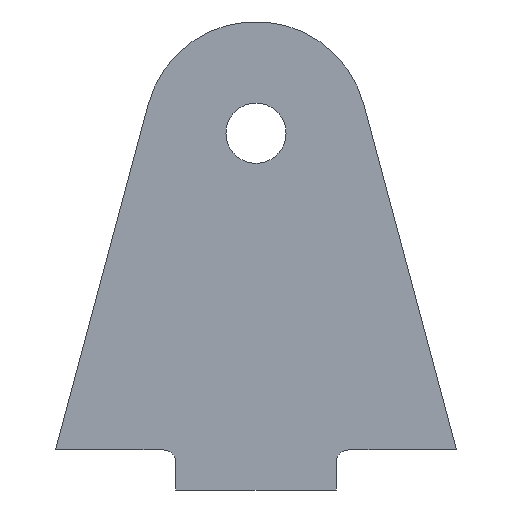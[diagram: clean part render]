
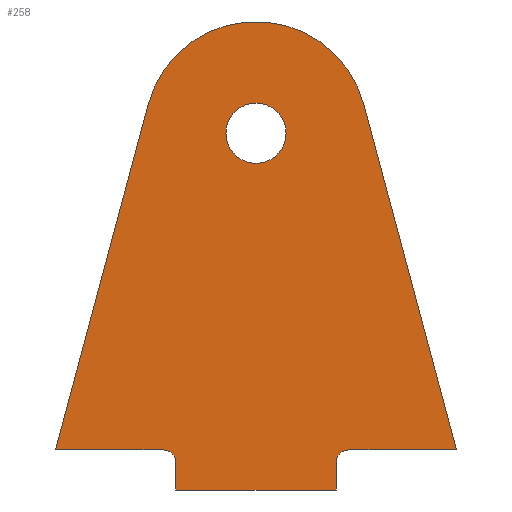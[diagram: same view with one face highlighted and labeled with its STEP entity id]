
A CAD part, left-side view. The second image highlights one B-rep face of the part: STEP entity #258.
In plain terms, the highlighted planar face has unit normal (-1, 0, 0).
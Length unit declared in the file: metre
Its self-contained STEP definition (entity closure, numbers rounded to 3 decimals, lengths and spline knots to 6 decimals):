
#12=CIRCLE('',#283,0.02785);
#18=CIRCLE('',#293,0.003175);
#19=CIRCLE('',#294,0.003175);
#20=CIRCLE('',#295,0.0075);
#60=ORIENTED_EDGE('',*,*,#103,.F.);
#61=ORIENTED_EDGE('',*,*,#101,.F.);
#62=ORIENTED_EDGE('',*,*,#118,.T.);
#63=ORIENTED_EDGE('',*,*,#119,.F.);
#64=ORIENTED_EDGE('',*,*,#120,.F.);
#65=ORIENTED_EDGE('',*,*,#121,.T.);
#66=ORIENTED_EDGE('',*,*,#122,.T.);
#67=ORIENTED_EDGE('',*,*,#95,.F.);
#68=ORIENTED_EDGE('',*,*,#109,.F.);
#69=ORIENTED_EDGE('',*,*,#106,.F.);
#70=ORIENTED_EDGE('',*,*,#123,.T.);
#95=EDGE_CURVE('',#129,#130,#153,.T.);
#101=EDGE_CURVE('',#135,#136,#159,.T.);
#103=EDGE_CURVE('',#136,#137,#161,.T.);
#106=EDGE_CURVE('',#137,#139,#12,.T.);
#109=EDGE_CURVE('',#139,#129,#165,.T.);
#118=EDGE_CURVE('',#135,#147,#18,.T.);
#119=EDGE_CURVE('',#148,#147,#170,.T.);
#120=EDGE_CURVE('',#149,#148,#171,.T.);
#121=EDGE_CURVE('',#149,#150,#172,.T.);
#122=EDGE_CURVE('',#150,#130,#19,.T.);
#123=EDGE_CURVE('',#151,#151,#20,.T.);
#129=VERTEX_POINT('',#383);
#130=VERTEX_POINT('',#384);
#135=VERTEX_POINT('',#395);
#136=VERTEX_POINT('',#397);
#137=VERTEX_POINT('',#401);
#139=VERTEX_POINT('',#407);
#147=VERTEX_POINT('',#431);
#148=VERTEX_POINT('',#433);
#149=VERTEX_POINT('',#435);
#150=VERTEX_POINT('',#437);
#151=VERTEX_POINT('',#440);
#153=LINE('',#382,#177);
#159=LINE('',#396,#183);
#161=LINE('',#400,#185);
#165=LINE('',#412,#189);
#170=LINE('',#432,#194);
#171=LINE('',#434,#195);
#172=LINE('',#436,#196);
#177=VECTOR('',#308,1.);
#183=VECTOR('',#316,1.);
#185=VECTOR('',#320,1.);
#189=VECTOR('',#332,1.);
#194=VECTOR('',#353,1.);
#195=VECTOR('',#354,1.);
#196=VECTOR('',#355,1.);
#210=EDGE_LOOP('',(#60,#61,#62,#63,#64,#65,#66,#67,#68,#69));
#211=EDGE_LOOP('',(#70));
#230=FACE_BOUND('',#210,.T.);
#231=FACE_BOUND('',#211,.T.);
#246=PLANE('',#292);
#258=ADVANCED_FACE('',(#230,#231),#246,.F.);
#283=AXIS2_PLACEMENT_3D('',#406,#325,#326);
#292=AXIS2_PLACEMENT_3D('',#429,#349,#350);
#293=AXIS2_PLACEMENT_3D('',#430,#351,#352);
#294=AXIS2_PLACEMENT_3D('',#438,#356,#357);
#295=AXIS2_PLACEMENT_3D('',#439,#358,#359);
#308=DIRECTION('',(0.,1.,0.));
#316=DIRECTION('',(0.,1.,0.));
#320=DIRECTION('',(0.,-0.259,0.966));
#325=DIRECTION('',(1.,0.,0.));
#326=DIRECTION('',(0.,0.,-1.));
#332=DIRECTION('',(0.,-0.259,-0.966));
#349=DIRECTION('',(1.,0.,0.));
#350=DIRECTION('',(0.,1.,0.));
#351=DIRECTION('',(1.,0.,0.));
#352=DIRECTION('',(0.,0.,-1.));
#353=DIRECTION('',(0.,0.,1.));
#354=DIRECTION('',(0.,1.,0.));
#355=DIRECTION('',(0.,0.,1.));
#356=DIRECTION('',(1.,0.,0.));
#357=DIRECTION('',(0.,0.,-1.));
#358=DIRECTION('',(1.,0.,0.));
#359=DIRECTION('',(0.,0.,-1.));
#382=CARTESIAN_POINT('',(0.,0.002179,0.002702));
#383=CARTESIAN_POINT('',(0.,-0.047821,0.002702));
#384=CARTESIAN_POINT('',(0.,-0.020996,0.002702));
#395=CARTESIAN_POINT('',(0.,0.025354,0.002702));
#396=CARTESIAN_POINT('',(0.,0.002179,0.002702));
#397=CARTESIAN_POINT('',(0.,0.052179,0.002702));
#400=CARTESIAN_POINT('',(0.,0.040629,0.045806));
#401=CARTESIAN_POINT('',(0.,0.029079,0.08891));
#406=CARTESIAN_POINT('',(0.,0.002179,0.081702));
#407=CARTESIAN_POINT('',(0.,-0.024722,0.08891));
#412=CARTESIAN_POINT('',(0.,-0.036272,0.045806));
#429=CARTESIAN_POINT('',(0.,0.002179,0.056127));
#430=CARTESIAN_POINT('',(0.,0.025354,-0.000473));
#431=CARTESIAN_POINT('',(0.,0.022179,-0.000473));
#432=CARTESIAN_POINT('',(0.,0.022179,-0.007298));
#433=CARTESIAN_POINT('',(0.,0.022179,-0.007298));
#434=CARTESIAN_POINT('',(0.,0.002179,-0.007298));
#435=CARTESIAN_POINT('',(0.,-0.017821,-0.007298));
#436=CARTESIAN_POINT('',(0.,-0.017821,-0.007298));
#437=CARTESIAN_POINT('',(0.,-0.017821,-0.000473));
#438=CARTESIAN_POINT('',(0.,-0.020996,-0.000473));
#439=CARTESIAN_POINT('',(0.,0.002179,0.081702));
#440=CARTESIAN_POINT('',(0.,0.002179,0.074202));
